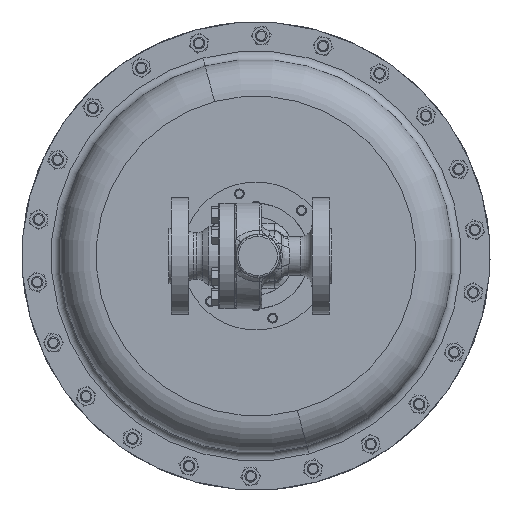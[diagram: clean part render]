
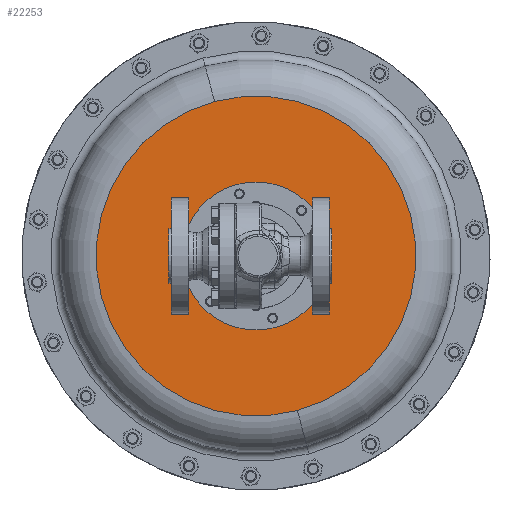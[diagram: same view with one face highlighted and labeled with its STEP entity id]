
A CAD part, front view. The second image highlights one B-rep face of the part: STEP entity #22253.
In plain terms, the highlighted planar face has unit normal (0, -1, 0).
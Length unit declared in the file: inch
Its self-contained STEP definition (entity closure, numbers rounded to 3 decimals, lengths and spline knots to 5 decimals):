
#1126 = DIRECTION ( 'NONE',  ( 0., 1., 0. ) ) ;
#1213 = DIRECTION ( 'NONE',  ( 0., 1., 0. ) ) ;
#2356 = EDGE_CURVE ( 'NONE', #29272, #17445, #10732, .T. ) ;
#3807 = CARTESIAN_POINT ( 'NONE',  ( 2.1908, 10.77637, -0.70928 ) ) ;
#4128 = FACE_OUTER_BOUND ( 'NONE', #32748, .T. ) ;
#4576 = ORIENTED_EDGE ( 'NONE', *, *, #2356, .F. ) ;
#5994 = CARTESIAN_POINT ( 'NONE',  ( -0.81503, 10.77637, 5.92047 ) ) ;
#6026 = CARTESIAN_POINT ( 'NONE',  ( 0.86435, 10.77637, 4.24109 ) ) ;
#8259 = CARTESIAN_POINT ( 'NONE',  ( -4.08602, 10.77637, 2.91465 ) ) ;
#8947 = DIRECTION ( 'NONE',  ( 0.259, 0., -0.966 ) ) ;
#10732 = CIRCLE ( 'NONE', #15001, 5.125 ) ;
#10977 = CARTESIAN_POINT ( 'NONE',  ( 2.54373, 10.77637, 2.56172 ) ) ;
#10982 = ORIENTED_EDGE ( 'NONE', *, *, #36852, .T. ) ;
#11357 = EDGE_CURVE ( 'NONE', #20845, #27452, #28774, .T. ) ;
#12276 = ORIENTED_EDGE ( 'NONE', *, *, #11357, .T. ) ;
#12883 = EDGE_LOOP ( 'NONE', ( #10982, #12276 ) ) ;
#14172 = DIRECTION ( 'NONE',  ( 0., -1., 0. ) ) ;
#14319 = DIRECTION ( 'NONE',  ( 0., 1., 0. ) ) ;
#15001 = AXIS2_PLACEMENT_3D ( 'NONE', #18593, #1126, #21485 ) ;
#16081 = ORIENTED_EDGE ( 'NONE', *, *, #16803, .F. ) ;
#16803 = EDGE_CURVE ( 'NONE', #17445, #29272, #20089, .T. ) ;
#17132 = CIRCLE ( 'NONE', #34513, 2.375 ) ;
#17445 = VERTEX_POINT ( 'NONE', #3807 ) ;
#18593 = CARTESIAN_POINT ( 'NONE',  ( 0.86435, 10.77637, 4.24109 ) ) ;
#18685 = CARTESIAN_POINT ( 'NONE',  ( 0.86435, 10.77637, 4.24109 ) ) ;
#20089 = CIRCLE ( 'NONE', #37175, 5.125 ) ;
#20529 = FACE_BOUND ( 'NONE', #12883, .T. ) ;
#20845 = VERTEX_POINT ( 'NONE', #5994 ) ;
#21485 = DIRECTION ( 'NONE',  ( 0.259, 0., -0.966 ) ) ;
#21574 = DIRECTION ( 'NONE',  ( -0.707, 0., 0.707 ) ) ;
#22253 = ADVANCED_FACE ( 'NONE', ( #4128, #20529 ), #34102, .T. ) ;
#23898 = CARTESIAN_POINT ( 'NONE',  ( -0.4621, 10.77637, 9.19146 ) ) ;
#24895 = AXIS2_PLACEMENT_3D ( 'NONE', #31469, #14319, #34381 ) ;
#26291 = DIRECTION ( 'NONE',  ( 0., 1., 0. ) ) ;
#27452 = VERTEX_POINT ( 'NONE', #10977 ) ;
#28774 = CIRCLE ( 'NONE', #24895, 2.375 ) ;
#29272 = VERTEX_POINT ( 'NONE', #23898 ) ;
#31469 = CARTESIAN_POINT ( 'NONE',  ( 0.86435, 10.77637, 4.24109 ) ) ;
#32748 = EDGE_LOOP ( 'NONE', ( #16081, #4576 ) ) ;
#34102 = PLANE ( 'NONE',  #34171 ) ;
#34171 = AXIS2_PLACEMENT_3D ( 'NONE', #8259, #14172, #34219 ) ;
#34219 = DIRECTION ( 'NONE',  ( -0.259, 0., 0.966 ) ) ;
#34381 = DIRECTION ( 'NONE',  ( -0.707, 0., 0.707 ) ) ;
#34513 = AXIS2_PLACEMENT_3D ( 'NONE', #18685, #1213, #21574 ) ;
#36852 = EDGE_CURVE ( 'NONE', #27452, #20845, #17132, .T. ) ;
#37175 = AXIS2_PLACEMENT_3D ( 'NONE', #6026, #26291, #8947 ) ;
